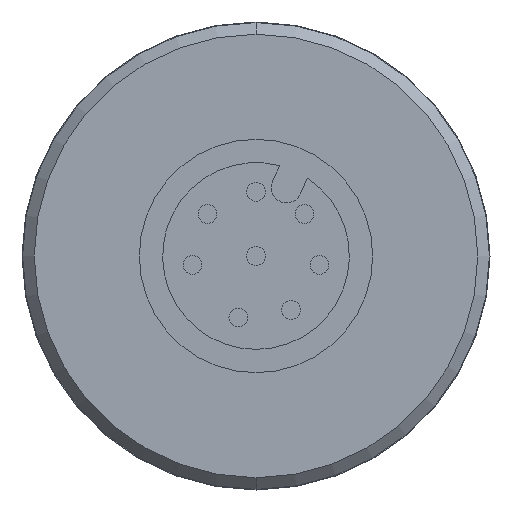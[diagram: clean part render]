
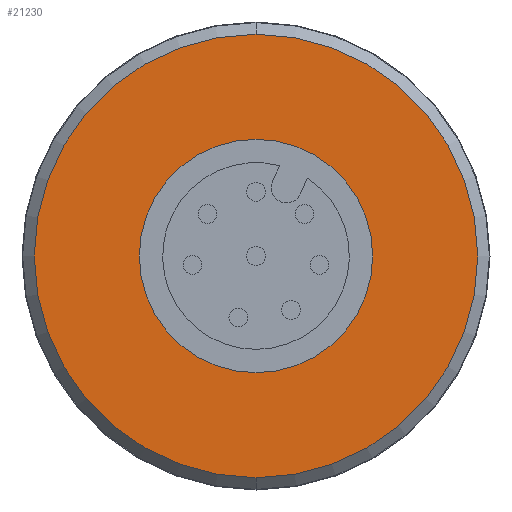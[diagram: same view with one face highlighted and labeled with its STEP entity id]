
A CAD part, left-side view. The second image highlights one B-rep face of the part: STEP entity #21230.
In plain terms, the highlighted face is planar.
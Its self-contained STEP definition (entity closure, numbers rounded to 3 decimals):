
#1650=CARTESIAN_POINT('',(9.5,-14.8,
0.));
#1660=VERTEX_POINT('',#1650);
#1880=CARTESIAN_POINT('',(-9.5,-14.8,
0.));
#1890=VERTEX_POINT('',#1880);
#1920=CARTESIAN_POINT('',(0.,-14.8,0.));
#1930=DIRECTION('',(0.,1.,0.));
#1940=DIRECTION('',(0.,0.,1.));
#1950=AXIS2_PLACEMENT_3D('',#1920,#1930,#1940);
#1960=CIRCLE('',#1950,9.5);
#1970=CARTESIAN_POINT('',(0.,-14.8,-9.5));
#1980=VERTEX_POINT('',#1970);
#1990=EDGE_CURVE('',#1980,#1890,#1960,.T.);
#2010=EDGE_CURVE('',#1660,#1980,#1960,.T.);
#2220=CARTESIAN_POINT('',(0.,-14.8,5.));
#2230=VERTEX_POINT('',#2220);
#2280=CARTESIAN_POINT('',(0.,-14.8,0.));
#2290=DIRECTION('',(0.,1.,0.));
#2300=DIRECTION('',(0.,0.,1.));
#2310=AXIS2_PLACEMENT_3D('',#2280,#2290,#2300);
#2320=CIRCLE('',#2310,5.);
#2330=CARTESIAN_POINT('',(0.,-14.8,-5.))
;
#2340=VERTEX_POINT('',#2330);
#2350=EDGE_CURVE('',#2230,#2340,#2320,.T.);
#21070=CARTESIAN_POINT('',(0.,-14.8,7.25));
#21080=DIRECTION('',(0.,-1.,0.));
#21090=DIRECTION('',(0.,0.,-1.));
#21100=AXIS2_PLACEMENT_3D('',#21070,#21080,#21090);
#21110=PLANE('',#21100);
#21120=ORIENTED_EDGE('',*,*,#1990,.F.);
#21130=EDGE_CURVE('',#1890,#1660,#1960,.T.);
#21140=ORIENTED_EDGE('',*,*,#21130,.F.);
#21150=ORIENTED_EDGE('',*,*,#2010,.F.);
#21160=EDGE_LOOP('',(#21150,#21140,#21120));
#21170=FACE_OUTER_BOUND('',#21160,.T.);
#21180=ORIENTED_EDGE('',*,*,#2350,.T.);
#21190=EDGE_CURVE('',#2340,#2230,#2320,.T.);
#21200=ORIENTED_EDGE('',*,*,#21190,.T.);
#21210=EDGE_LOOP('',(#21200,#21180));
#21220=FACE_BOUND('',#21210,.T.);
#21230=ADVANCED_FACE('',(#21170,#21220),#21110,.T.);
